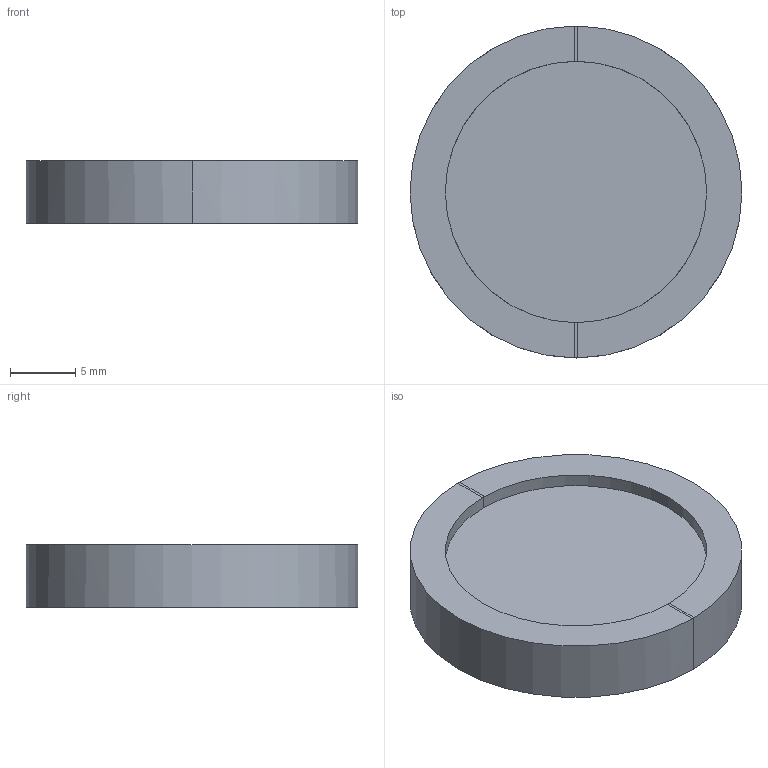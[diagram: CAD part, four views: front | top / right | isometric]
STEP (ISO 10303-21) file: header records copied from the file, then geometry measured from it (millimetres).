
FILE_DESCRIPTION (( 'STEP AP214' ), '1' );
FILE_NAME ('QWTZO20-532-2M.STEP', '2025-08-25T05:23:25', ( '' ), ( '' ), 'SwSTEP 2.0', 'SolidWorks 2020', '' );
FILE_SCHEMA (( 'AUTOMOTIVE_DESIGN' ));
Length unit declared in the file: millimetre
Products named in the file (1): QWTZO20-532-2M
Bounding box: 25.4 x 25.4 x 4.8 mm (x, y, z)
Volume: 1112.7 mm3; surface area: 3370.2 mm2
Topology: 5 solids, 5 shells, 63 faces, 162 edges, 108 vertices
Faces by surface type: plane 37, cylinder 26
Entity records: 2034 total; most frequent: DIRECTION 366, CARTESIAN_POINT 334, ORIENTED_EDGE 324, EDGE_CURVE 162, AXIS2_PLACEMENT_3D 140, VERTEX_POINT 108, LINE 86, VECTOR 86
